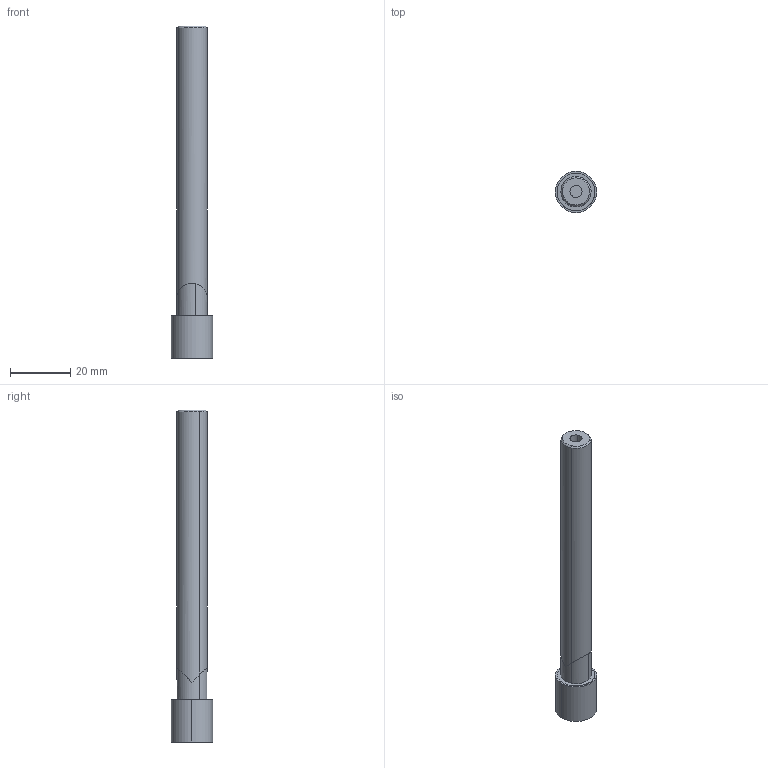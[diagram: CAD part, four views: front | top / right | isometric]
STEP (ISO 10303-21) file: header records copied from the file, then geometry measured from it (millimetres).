
FILE_DESCRIPTION((''),'2;1');
FILE_NAME('MTED13_7-1-C10C-14','2019-09-03T',('thielmann'),(''),'CREO PARAMETRIC BY PTC INC, 2017020','CREO PARAMETRIC BY PTC INC, 2017020','');
FILE_SCHEMA(('AUTOMOTIVE_DESIGN { 1 0 10303 214 1 1 1 1 }'));
Length unit declared in the file: millimetre
Products named in the file (3): NOCUT; CUT; MTED13_7-1-C10C-14
Assembly tree (2 placements, depth 2):
  MTED13_7-1-C10C-14
    NOCUT
    CUT
Bounding box: 13.7 x 13.7 x 110 mm (x, y, z)
Volume: 9506.1 mm3; surface area: 5083.7 mm2
Topology: 2 solids, 2 shells, 31 faces, 91 edges, 71 vertices
Faces by surface type: cylinder 14, plane 9, revolution 4, cone 4
Entity records: 1939 total; most frequent: CARTESIAN_POINT 328, DIRECTION 218, ORIENTED_EDGE 174, PRESENTATION_STYLE_ASSIGNMENT 135, STYLED_ITEM 104, CURVE_STYLE 102, AXIS2_PLACEMENT_3D 95, EDGE_CURVE 87
